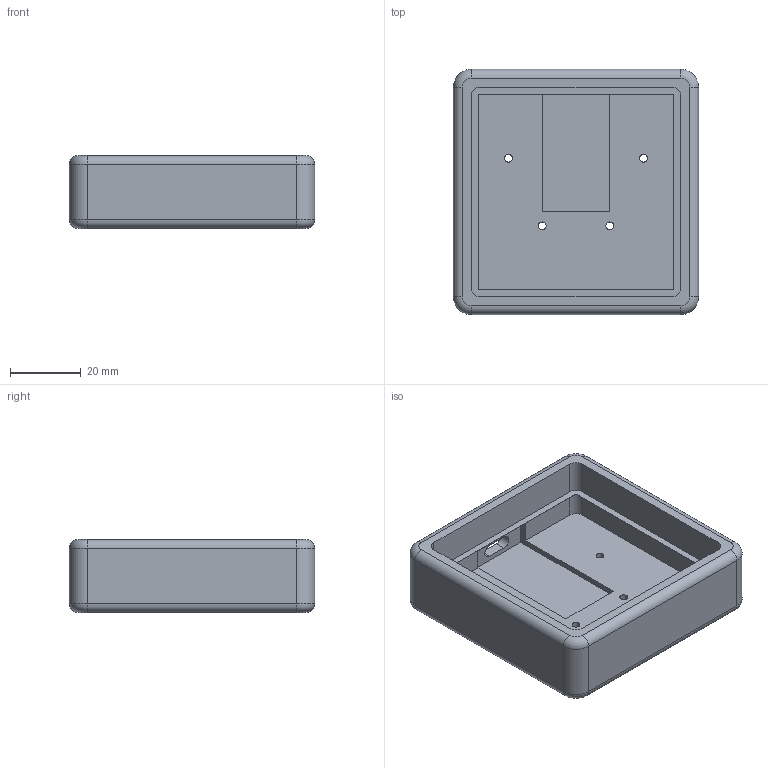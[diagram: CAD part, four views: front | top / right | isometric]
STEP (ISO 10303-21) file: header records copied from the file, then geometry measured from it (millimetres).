
FILE_DESCRIPTION(('HOOPS Exchange Step'),'2;1');
FILE_NAME('temp_export','2023-06-09T19:54:32-04:00',('jscotto'),('Shapr3D Limited'),'HOOPS Exchange 2022.2','Shapr3D','Authorized');
FILE_SCHEMA( ('AUTOMOTIVE_DESIGN { 1 0 10303 214 1 1 1 1 }') );
Length unit declared in the file: millimetre
Products named in the file (1): Case
Bounding box: 69.1 x 69.1 x 20.6 mm (x, y, z)
Volume: 34809.2 mm3; surface area: 19457.5 mm2
Topology: 1 solids, 1 shells, 69 faces, 183 edges, 118 vertices
Faces by surface type: plane 29, cylinder 28, torus 8, cone 4
Full cylindrical faces by diameter (mm): 2.2 x4
Entity records: 2205 total; most frequent: DIRECTION 403, CARTESIAN_POINT 371, ORIENTED_EDGE 366, EDGE_CURVE 183, AXIS2_PLACEMENT_3D 150, VERTEX_POINT 118, VECTOR 103, LINE 103
